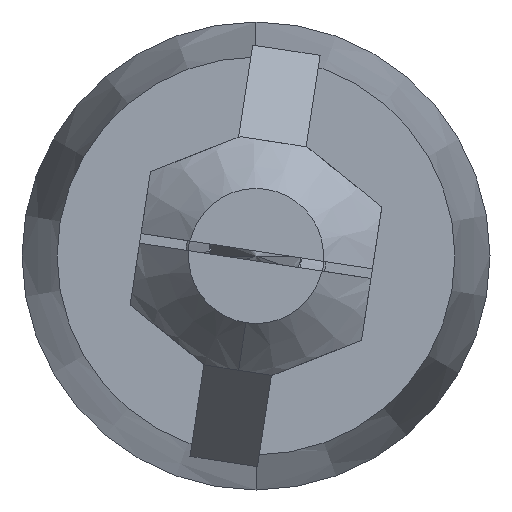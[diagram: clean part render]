
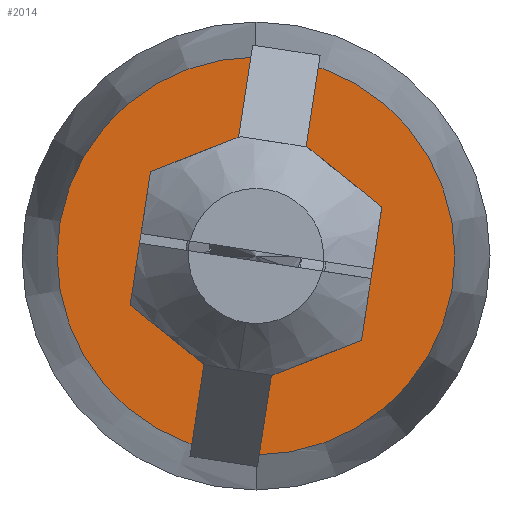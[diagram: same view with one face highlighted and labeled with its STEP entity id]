
A CAD part, front view. The second image highlights one B-rep face of the part: STEP entity #2014.
In plain terms, the highlighted planar face has unit normal (0, -1, 0).
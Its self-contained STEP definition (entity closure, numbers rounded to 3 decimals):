
#34 = CARTESIAN_POINT ( 'NONE',  ( 11.316, 1.574, 3.001 ) ) ;
#934 = CARTESIAN_POINT ( 'NONE',  ( 8.766, 1.574, 3.001 ) ) ;
#1198 = DIRECTION ( 'NONE',  ( 0., -1., 0. ) ) ;
#1230 = DIRECTION ( 'NONE',  ( 1., 0., 0. ) ) ;
#1297 = CIRCLE ( 'NONE', #4512, 5.1 ) ;
#1429 = FACE_BOUND ( 'NONE', #3170, .T. ) ;
#1542 = DIRECTION ( 'NONE',  ( 0., -1., 0. ) ) ;
#2014 = ADVANCED_FACE ( 'NONE', ( #4843, #1429 ), #6259, .T. ) ;
#2050 = VERTEX_POINT ( 'NONE', #34 ) ;
#2142 = AXIS2_PLACEMENT_3D ( 'NONE', #5058, #1198, #2404 ) ;
#2339 = ORIENTED_EDGE ( 'NONE', *, *, #7589, .F. ) ;
#2404 = DIRECTION ( 'NONE',  ( 1., 0., 0. ) ) ;
#2647 = CIRCLE ( 'NONE', #5453, 2.55 ) ;
#2692 = AXIS2_PLACEMENT_3D ( 'NONE', #7603, #3816, #1230 ) ;
#2823 = DIRECTION ( 'NONE',  ( 1., 0., 0. ) ) ;
#3064 = AXIS2_PLACEMENT_3D ( 'NONE', #7513, #5690, #3131 ) ;
#3131 = DIRECTION ( 'NONE',  ( 1., 0., 0. ) ) ;
#3170 = EDGE_LOOP ( 'NONE', ( #2339, #4073 ) ) ;
#3816 = DIRECTION ( 'NONE',  ( 0., -1., 0. ) ) ;
#4041 = EDGE_CURVE ( 'NONE', #5625, #7342, #1297, .T. ) ;
#4073 = ORIENTED_EDGE ( 'NONE', *, *, #7483, .F. ) ;
#4161 = CARTESIAN_POINT ( 'NONE',  ( 3.666, 1.574, 3.001 ) ) ;
#4342 = CARTESIAN_POINT ( 'NONE',  ( 13.866, 1.574, 3.001 ) ) ;
#4512 = AXIS2_PLACEMENT_3D ( 'NONE', #934, #1542, #2823 ) ;
#4534 = DIRECTION ( 'NONE',  ( 0., -1., 0. ) ) ;
#4843 = FACE_OUTER_BOUND ( 'NONE', #7065, .T. ) ;
#5058 = CARTESIAN_POINT ( 'NONE',  ( 8.766, 1.574, 3.001 ) ) ;
#5453 = AXIS2_PLACEMENT_3D ( 'NONE', #5812, #4534, #6351 ) ;
#5560 = CARTESIAN_POINT ( 'NONE',  ( 6.216, 1.574, 3.001 ) ) ;
#5625 = VERTEX_POINT ( 'NONE', #4342 ) ;
#5690 = DIRECTION ( 'NONE',  ( 0., -1., 0. ) ) ;
#5812 = CARTESIAN_POINT ( 'NONE',  ( 8.766, 1.574, 3.001 ) ) ;
#5850 = VERTEX_POINT ( 'NONE', #5560 ) ;
#5972 = CIRCLE ( 'NONE', #2692, 2.55 ) ;
#6103 = ORIENTED_EDGE ( 'NONE', *, *, #8047, .T. ) ;
#6259 = PLANE ( 'NONE',  #2142 ) ;
#6351 = DIRECTION ( 'NONE',  ( 1., 0., 0. ) ) ;
#6641 = ORIENTED_EDGE ( 'NONE', *, *, #4041, .T. ) ;
#6938 = CIRCLE ( 'NONE', #3064, 5.1 ) ;
#7065 = EDGE_LOOP ( 'NONE', ( #6103, #6641 ) ) ;
#7342 = VERTEX_POINT ( 'NONE', #4161 ) ;
#7483 = EDGE_CURVE ( 'NONE', #2050, #5850, #2647, .T. ) ;
#7513 = CARTESIAN_POINT ( 'NONE',  ( 8.766, 1.574, 3.001 ) ) ;
#7589 = EDGE_CURVE ( 'NONE', #5850, #2050, #5972, .T. ) ;
#7603 = CARTESIAN_POINT ( 'NONE',  ( 8.766, 1.574, 3.001 ) ) ;
#8047 = EDGE_CURVE ( 'NONE', #7342, #5625, #6938, .T. ) ;
